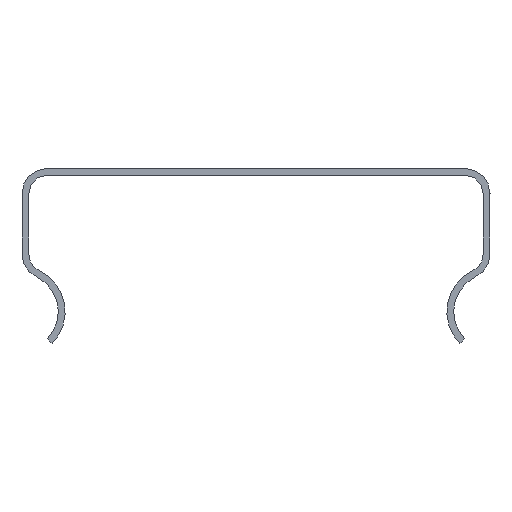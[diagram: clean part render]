
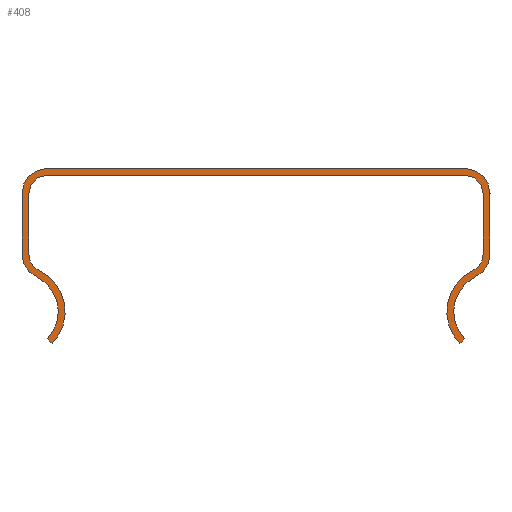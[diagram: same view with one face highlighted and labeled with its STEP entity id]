
A CAD part, left-side view. The second image highlights one B-rep face of the part: STEP entity #408.
In plain terms, the highlighted planar face has unit normal (-1, 0, 0).
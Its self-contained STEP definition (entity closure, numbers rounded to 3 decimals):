
#20=PLANE('',#450);
#36=FACE_OUTER_BOUND('',#58,.T.);
#58=EDGE_LOOP('',(#322,#323,#324,#325,#326,#327,#328,#329,#330,#331,#332,
#333,#334,#335,#336,#337,#338,#339,#340,#341));
#72=LINE('',#610,#108);
#77=LINE('',#628,#113);
#82=LINE('',#646,#118);
#91=LINE('',#683,#127);
#92=LINE('',#689,#128);
#93=LINE('',#695,#129);
#94=LINE('',#698,#130);
#95=LINE('',#699,#131);
#108=VECTOR('',#480,1.);
#113=VECTOR('',#499,1.);
#118=VECTOR('',#518,1.);
#127=VECTOR('',#551,1.);
#128=VECTOR('',#556,1.);
#129=VECTOR('',#561,1.);
#130=VECTOR('',#564,1.);
#131=VECTOR('',#565,1.);
#142=CIRCLE('',#423,2.);
#144=CIRCLE('',#427,2.);
#146=CIRCLE('',#430,5.);
#148=CIRCLE('',#434,4.25);
#150=CIRCLE('',#437,2.75);
#152=CIRCLE('',#441,2.75);
#160=CIRCLE('',#451,2.75);
#161=CIRCLE('',#452,2.75);
#162=CIRCLE('',#453,4.25);
#163=CIRCLE('',#454,5.);
#164=CIRCLE('',#455,2.);
#165=CIRCLE('',#456,2.);
#166=VERTEX_POINT('',#600);
#167=VERTEX_POINT('',#601);
#170=VERTEX_POINT('',#609);
#172=VERTEX_POINT('',#615);
#174=VERTEX_POINT('',#621);
#176=VERTEX_POINT('',#627);
#178=VERTEX_POINT('',#633);
#180=VERTEX_POINT('',#639);
#182=VERTEX_POINT('',#645);
#184=VERTEX_POINT('',#651);
#196=VERTEX_POINT('',#679);
#197=VERTEX_POINT('',#680);
#198=VERTEX_POINT('',#682);
#199=VERTEX_POINT('',#684);
#200=VERTEX_POINT('',#686);
#201=VERTEX_POINT('',#688);
#202=VERTEX_POINT('',#690);
#203=VERTEX_POINT('',#692);
#204=VERTEX_POINT('',#694);
#205=VERTEX_POINT('',#696);
#206=EDGE_CURVE('',#166,#167,#142,.T.);
#210=EDGE_CURVE('',#170,#166,#72,.T.);
#213=EDGE_CURVE('',#172,#170,#144,.T.);
#216=EDGE_CURVE('',#174,#172,#146,.T.);
#219=EDGE_CURVE('',#176,#174,#77,.T.);
#222=EDGE_CURVE('',#178,#176,#148,.T.);
#225=EDGE_CURVE('',#180,#178,#150,.T.);
#228=EDGE_CURVE('',#182,#180,#82,.T.);
#231=EDGE_CURVE('',#184,#182,#152,.T.);
#245=EDGE_CURVE('',#196,#197,#160,.T.);
#246=EDGE_CURVE('',#197,#198,#91,.T.);
#247=EDGE_CURVE('',#198,#199,#161,.T.);
#248=EDGE_CURVE('',#199,#200,#162,.T.);
#249=EDGE_CURVE('',#200,#201,#92,.T.);
#250=EDGE_CURVE('',#201,#202,#163,.T.);
#251=EDGE_CURVE('',#202,#203,#164,.T.);
#252=EDGE_CURVE('',#203,#204,#93,.T.);
#253=EDGE_CURVE('',#204,#205,#165,.T.);
#254=EDGE_CURVE('',#167,#205,#94,.T.);
#255=EDGE_CURVE('',#196,#184,#95,.T.);
#322=ORIENTED_EDGE('',*,*,#245,.T.);
#323=ORIENTED_EDGE('',*,*,#246,.T.);
#324=ORIENTED_EDGE('',*,*,#247,.T.);
#325=ORIENTED_EDGE('',*,*,#248,.T.);
#326=ORIENTED_EDGE('',*,*,#249,.T.);
#327=ORIENTED_EDGE('',*,*,#250,.T.);
#328=ORIENTED_EDGE('',*,*,#251,.T.);
#329=ORIENTED_EDGE('',*,*,#252,.T.);
#330=ORIENTED_EDGE('',*,*,#253,.T.);
#331=ORIENTED_EDGE('',*,*,#254,.F.);
#332=ORIENTED_EDGE('',*,*,#206,.F.);
#333=ORIENTED_EDGE('',*,*,#210,.F.);
#334=ORIENTED_EDGE('',*,*,#213,.F.);
#335=ORIENTED_EDGE('',*,*,#216,.F.);
#336=ORIENTED_EDGE('',*,*,#219,.F.);
#337=ORIENTED_EDGE('',*,*,#222,.F.);
#338=ORIENTED_EDGE('',*,*,#225,.F.);
#339=ORIENTED_EDGE('',*,*,#228,.F.);
#340=ORIENTED_EDGE('',*,*,#231,.F.);
#341=ORIENTED_EDGE('',*,*,#255,.F.);
#408=ADVANCED_FACE('',(#36),#20,.F.);
#423=AXIS2_PLACEMENT_3D('',#602,#472,#473);
#427=AXIS2_PLACEMENT_3D('',#616,#485,#486);
#430=AXIS2_PLACEMENT_3D('',#622,#492,#493);
#434=AXIS2_PLACEMENT_3D('',#634,#504,#505);
#437=AXIS2_PLACEMENT_3D('',#640,#511,#512);
#441=AXIS2_PLACEMENT_3D('',#652,#523,#524);
#450=AXIS2_PLACEMENT_3D('',#678,#547,#548);
#451=AXIS2_PLACEMENT_3D('',#681,#549,#550);
#452=AXIS2_PLACEMENT_3D('',#685,#552,#553);
#453=AXIS2_PLACEMENT_3D('',#687,#554,#555);
#454=AXIS2_PLACEMENT_3D('',#691,#557,#558);
#455=AXIS2_PLACEMENT_3D('',#693,#559,#560);
#456=AXIS2_PLACEMENT_3D('',#697,#562,#563);
#472=DIRECTION('center_axis',(-1.,0.,0.));
#473=DIRECTION('ref_axis',(0.,-1.,0.));
#480=DIRECTION('',(0.,0.,1.));
#485=DIRECTION('center_axis',(-1.,0.,0.));
#486=DIRECTION('ref_axis',(0.,-0.429,-0.904));
#492=DIRECTION('center_axis',(1.,0.,0.));
#493=DIRECTION('ref_axis',(0.,0.714,-0.7));
#499=DIRECTION('',(0.,0.714,-0.7));
#504=DIRECTION('center_axis',(-1.,0.,0.));
#505=DIRECTION('ref_axis',(0.,0.429,0.904));
#511=DIRECTION('center_axis',(1.,0.,0.));
#512=DIRECTION('ref_axis',(0.,-1.,0.));
#518=DIRECTION('',(0.,0.,-1.));
#523=DIRECTION('center_axis',(1.,0.,0.));
#524=DIRECTION('ref_axis',(0.,0.,1.));
#547=DIRECTION('center_axis',(1.,0.,0.));
#548=DIRECTION('ref_axis',(0.,0.,-1.));
#549=DIRECTION('center_axis',(-1.,0.,0.));
#550=DIRECTION('ref_axis',(0.,0.,1.));
#551=DIRECTION('',(0.,0.,-1.));
#552=DIRECTION('center_axis',(-1.,0.,0.));
#553=DIRECTION('ref_axis',(0.,1.,0.));
#554=DIRECTION('center_axis',(1.,0.,0.));
#555=DIRECTION('ref_axis',(0.,-0.429,0.904));
#556=DIRECTION('',(0.,-0.714,-0.7));
#557=DIRECTION('center_axis',(-1.,0.,0.));
#558=DIRECTION('ref_axis',(0.,-0.714,-0.7));
#559=DIRECTION('center_axis',(1.,0.,0.));
#560=DIRECTION('ref_axis',(0.,0.429,-0.904));
#561=DIRECTION('',(0.,0.,1.));
#562=DIRECTION('center_axis',(1.,0.,0.));
#563=DIRECTION('ref_axis',(0.,1.,0.));
#564=DIRECTION('',(0.,1.,0.));
#565=DIRECTION('',(0.,-1.,0.));
#600=CARTESIAN_POINT('',(1.488,2.287,16.5));
#601=CARTESIAN_POINT('',(1.488,4.287,18.5));
#602=CARTESIAN_POINT('Origin',(1.488,4.287,16.5));
#609=CARTESIAN_POINT('',(1.488,2.287,9.825));
#610=CARTESIAN_POINT('',(1.488,2.287,9.825));
#615=CARTESIAN_POINT('',(1.488,3.43,8.018));
#616=CARTESIAN_POINT('Origin',(1.488,4.287,9.825));
#621=CARTESIAN_POINT('',(1.488,4.858,0.));
#622=CARTESIAN_POINT('Origin',(1.488,1.287,3.5));
#627=CARTESIAN_POINT('',(1.488,4.322,0.525));
#628=CARTESIAN_POINT('',(1.488,4.322,0.525));
#633=CARTESIAN_POINT('',(1.488,3.109,7.34));
#634=CARTESIAN_POINT('Origin',(1.488,1.287,3.5));
#639=CARTESIAN_POINT('',(1.488,1.537,9.825));
#640=CARTESIAN_POINT('Origin',(1.488,4.287,9.825));
#645=CARTESIAN_POINT('',(1.488,1.537,16.5));
#646=CARTESIAN_POINT('',(1.488,1.537,16.5));
#651=CARTESIAN_POINT('',(1.488,4.287,19.25));
#652=CARTESIAN_POINT('Origin',(1.488,4.287,16.5));
#678=CARTESIAN_POINT('Origin',(1.488,-455.052,18.114));
#679=CARTESIAN_POINT('',(1.488,50.287,19.25));
#680=CARTESIAN_POINT('',(1.488,53.037,16.5));
#681=CARTESIAN_POINT('Origin',(1.488,50.287,16.5));
#682=CARTESIAN_POINT('',(1.488,53.037,9.825));
#683=CARTESIAN_POINT('',(1.488,53.037,16.5));
#684=CARTESIAN_POINT('',(1.488,51.466,7.34));
#685=CARTESIAN_POINT('Origin',(1.488,50.287,9.825));
#686=CARTESIAN_POINT('',(1.488,50.252,0.525));
#687=CARTESIAN_POINT('Origin',(1.488,53.287,3.5));
#688=CARTESIAN_POINT('',(1.488,49.717,0.));
#689=CARTESIAN_POINT('',(1.488,50.252,0.525));
#690=CARTESIAN_POINT('',(1.488,51.144,8.018));
#691=CARTESIAN_POINT('Origin',(1.488,53.287,3.5));
#692=CARTESIAN_POINT('',(1.488,52.287,9.825));
#693=CARTESIAN_POINT('Origin',(1.488,50.287,9.825));
#694=CARTESIAN_POINT('',(1.488,52.287,16.5));
#695=CARTESIAN_POINT('',(1.488,52.287,9.825));
#696=CARTESIAN_POINT('',(1.488,50.287,18.5));
#697=CARTESIAN_POINT('Origin',(1.488,50.287,16.5));
#698=CARTESIAN_POINT('',(1.488,-445.713,18.5));
#699=CARTESIAN_POINT('',(1.488,-347.713,19.25));
